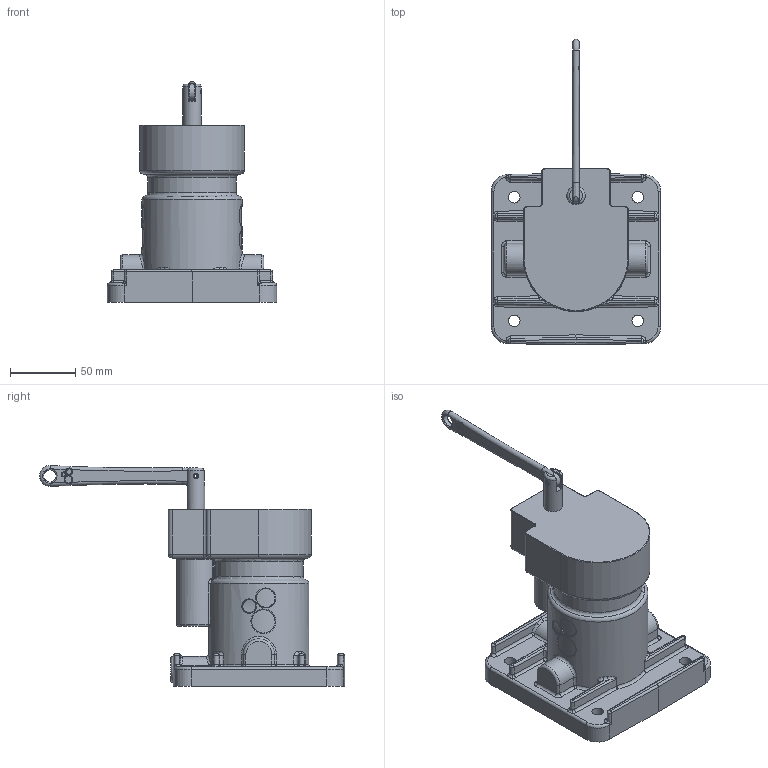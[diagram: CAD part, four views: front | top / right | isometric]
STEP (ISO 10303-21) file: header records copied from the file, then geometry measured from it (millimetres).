
FILE_DESCRIPTION(/* description */ (''),/* implementation_level */ '2;1');
FILE_NAME(/* name */ 'PEC REC Jack In [Solid].stp',/* time_stamp */ '2022-10-05T12:08:43+10:00',/* author */ ('a.tao491'),/* organization */ (''),/* preprocessor_version */ 'ST-DEVELOPER v16.5',/* originating_system */ 'Autodesk Inventor 2017',/* authorisation */ '');
FILE_SCHEMA (('AUTOMOTIVE_DESIGN { 1 0 10303 214 3 1 1 }'));
Length unit declared in the file: millimetre
Products named in the file (6): 2540_SLD with RS1918_SLD; 2540_SLD; RS1918_SLD; 1712_SLD; 2547; 1715
Assembly tree (5 placements, depth 3):
  2540_SLD with RS1918_SLD
    2540_SLD
    RS1918_SLD
      1712_SLD
      2547
      1715
Bounding box: 130 x 234.22 x 169.59 mm (x, y, z)
Volume: 973717.2 mm3; surface area: 96828.1 mm2
Topology: 4 solids, 4 shells, 380 faces, 857 edges, 484 vertices
Faces by surface type: cylinder 133, plane 76, bspline 73, torus 73, sphere 23, cone 2
Full cylindrical faces by diameter (mm): 4 x2, 5 x1, 9 x4, 9.5 x1, 10.08 x2, 14 x1, 14.4 x2, 18 x2, 77 x1
Entity records: 14565 total; most frequent: CARTESIAN_POINT 5948, DIRECTION 1796, ORIENTED_EDGE 1628, EDGE_CURVE 814, AXIS2_PLACEMENT_3D 776, VERTEX_POINT 471, EDGE_LOOP 425, CIRCLE 423
